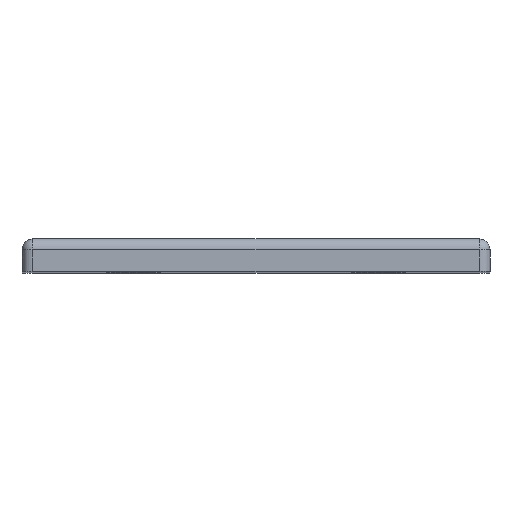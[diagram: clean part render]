
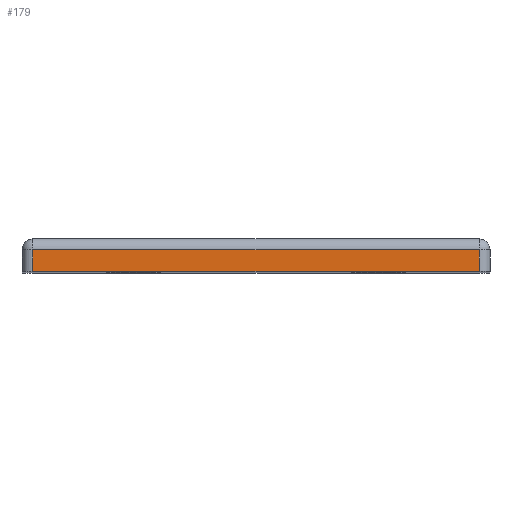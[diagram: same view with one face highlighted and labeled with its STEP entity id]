
A CAD part, top view. The second image highlights one B-rep face of the part: STEP entity #179.
In plain terms, the highlighted planar face has unit normal (0, 0, 1).
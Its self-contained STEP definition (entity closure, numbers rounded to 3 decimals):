
#179 = ADVANCED_FACE ( 'NONE', ( #376 ), #825, .F. ) ;
#376 = FACE_OUTER_BOUND ( 'NONE', #862, .T. ) ;
#516 = CARTESIAN_POINT ( 'NONE',  ( 41., 4., 88. ) ) ;
#559 = CARTESIAN_POINT ( 'NONE',  ( -41., 4., 88. ) ) ;
#767 = AXIS2_PLACEMENT_3D ( 'NONE', #841, #812, #807 ) ;
#807 = DIRECTION ( 'NONE',  ( -1., 0., 0. ) ) ;
#812 = DIRECTION ( 'NONE',  ( 0., 0., -1. ) ) ;
#825 = PLANE ( 'NONE',  #767 ) ;
#841 = CARTESIAN_POINT ( 'NONE',  ( -43., 6., 88. ) ) ;
#862 = EDGE_LOOP ( 'NONE', ( #1241, #1266, #1270, #1279 ) ) ;
#964 = VERTEX_POINT ( 'NONE', #516 ) ;
#986 = VERTEX_POINT ( 'NONE', #1459 ) ;
#1009 = DIRECTION ( 'NONE',  ( 0., -1., 0. ) ) ;
#1027 = CARTESIAN_POINT ( 'NONE',  ( -41., 6., 88. ) ) ;
#1035 = DIRECTION ( 'NONE',  ( -1., 0., 0. ) ) ;
#1094 = VERTEX_POINT ( 'NONE', #1390 ) ;
#1110 = CARTESIAN_POINT ( 'NONE',  ( -41., 4., 88. ) ) ;
#1113 = DIRECTION ( 'NONE',  ( 0., 1., 0. ) ) ;
#1134 = CARTESIAN_POINT ( 'NONE',  ( 41., 6., 88. ) ) ;
#1241 = ORIENTED_EDGE ( 'NONE', *, *, #1295, .T. ) ;
#1266 = ORIENTED_EDGE ( 'NONE', *, *, #1308, .T. ) ;
#1270 = ORIENTED_EDGE ( 'NONE', *, *, #1310, .T. ) ;
#1274 = EDGE_CURVE ( 'NONE', #1094, #986, #1487, .T. ) ;
#1279 = ORIENTED_EDGE ( 'NONE', *, *, #1274, .T. ) ;
#1295 = EDGE_CURVE ( 'NONE', #986, #964, #1418, .T. ) ;
#1308 = EDGE_CURVE ( 'NONE', #964, #1362, #1386, .T. ) ;
#1310 = EDGE_CURVE ( 'NONE', #1362, #1094, #1406, .T. ) ;
#1362 = VERTEX_POINT ( 'NONE', #559 ) ;
#1382 = VECTOR ( 'NONE', #1035, 1000. ) ;
#1386 = LINE ( 'NONE', #1110, #1382 ) ;
#1390 = CARTESIAN_POINT ( 'NONE',  ( -41., 0., 88. ) ) ;
#1393 = VECTOR ( 'NONE', #1009, 1000. ) ;
#1399 = DIRECTION ( 'NONE',  ( 1., 0., 0. ) ) ;
#1403 = VECTOR ( 'NONE', #1113, 1000. ) ;
#1406 = LINE ( 'NONE', #1027, #1393 ) ;
#1418 = LINE ( 'NONE', #1134, #1403 ) ;
#1428 = CARTESIAN_POINT ( 'NONE',  ( -43., 0., 88. ) ) ;
#1459 = CARTESIAN_POINT ( 'NONE',  ( 41., 0., 88. ) ) ;
#1460 = VECTOR ( 'NONE', #1399, 1000. ) ;
#1487 = LINE ( 'NONE', #1428, #1460 ) ;
